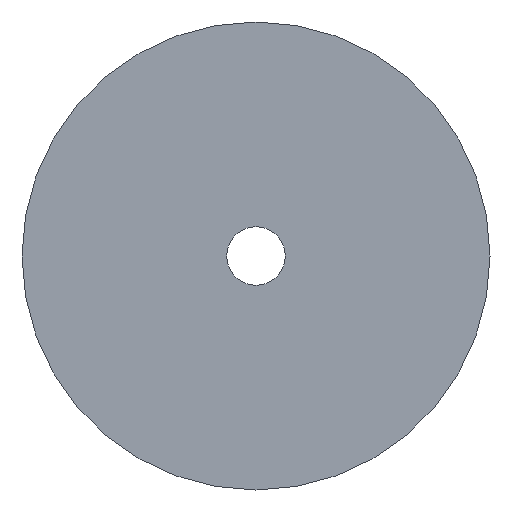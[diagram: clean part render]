
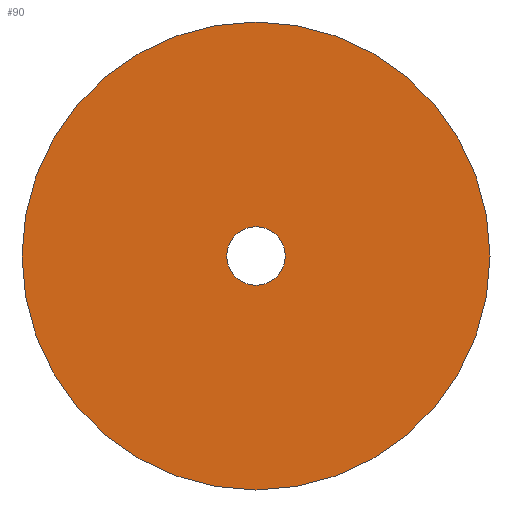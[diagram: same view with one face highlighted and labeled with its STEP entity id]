
A CAD part, left-side view. The second image highlights one B-rep face of the part: STEP entity #90.
In plain terms, the highlighted planar face has unit normal (-1, 0, 0).
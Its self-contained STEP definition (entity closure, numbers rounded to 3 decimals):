
#6 = CARTESIAN_POINT ( 'NONE',  ( 0., 0., 0. ) ) ;
#9 = VERTEX_POINT ( 'NONE', #126 ) ;
#15 = AXIS2_PLACEMENT_3D ( 'NONE', #51, #97, #149 ) ;
#28 = DIRECTION ( 'NONE',  ( 0., 0., 1. ) ) ;
#46 = EDGE_CURVE ( 'NONE', #77, #77, #56, .T. ) ;
#51 = CARTESIAN_POINT ( 'NONE',  ( 0., 2.5, 0. ) ) ;
#56 = CIRCLE ( 'NONE', #99, 2.5 ) ;
#57 = FACE_BOUND ( 'NONE', #166, .T. ) ;
#73 = CARTESIAN_POINT ( 'NONE',  ( 0., 0., 0. ) ) ;
#75 = EDGE_LOOP ( 'NONE', ( #145 ) ) ;
#77 = VERTEX_POINT ( 'NONE', #137 ) ;
#87 = DIRECTION ( 'NONE',  ( -1., 0., 0. ) ) ;
#90 = ADVANCED_FACE ( 'NONE', ( #57, #161 ), #124, .F. ) ;
#97 = DIRECTION ( 'NONE',  ( 1., 0., 0. ) ) ;
#99 = AXIS2_PLACEMENT_3D ( 'NONE', #73, #87, #28 ) ;
#107 = CIRCLE ( 'NONE', #143, 20. ) ;
#108 = DIRECTION ( 'NONE',  ( 0., 0., 1. ) ) ;
#123 = DIRECTION ( 'NONE',  ( -1., 0., 0. ) ) ;
#124 = PLANE ( 'NONE',  #15 ) ;
#126 = CARTESIAN_POINT ( 'NONE',  ( 0., 0., 20. ) ) ;
#130 = EDGE_CURVE ( 'NONE', #9, #9, #107, .T. ) ;
#137 = CARTESIAN_POINT ( 'NONE',  ( 0., 0., 2.5 ) ) ;
#143 = AXIS2_PLACEMENT_3D ( 'NONE', #6, #123, #108 ) ;
#145 = ORIENTED_EDGE ( 'NONE', *, *, #130, .T. ) ;
#149 = DIRECTION ( 'NONE',  ( 0., 0., -1. ) ) ;
#161 = FACE_OUTER_BOUND ( 'NONE', #75, .T. ) ;
#165 = ORIENTED_EDGE ( 'NONE', *, *, #46, .F. ) ;
#166 = EDGE_LOOP ( 'NONE', ( #165 ) ) ;
